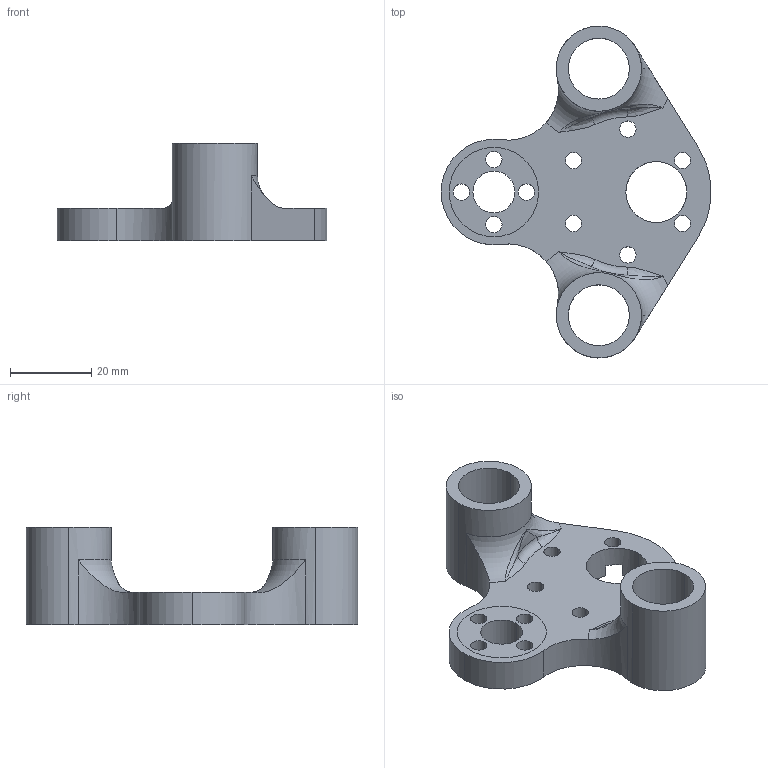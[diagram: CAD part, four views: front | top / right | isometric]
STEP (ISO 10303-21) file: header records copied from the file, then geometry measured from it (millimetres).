
FILE_DESCRIPTION (( 'STEP AP214' ), '1' );
FILE_NAME ('drill_slider.STEP', '2025-01-12T00:05:07', ( '' ), ( '' ), 'SwSTEP 2.0', 'SolidWorks 2024', '' );
FILE_SCHEMA (( 'AUTOMOTIVE_DESIGN' ));
Length unit declared in the file: millimetre
Products named in the file (1): drill_slider
Bounding box: 66.43 x 81.72 x 24 mm (x, y, z)
Volume: 23704.5 mm3; surface area: 12432.4 mm2
Topology: 1 solids, 1 shells, 84 faces, 223 edges, 146 vertices
Faces by surface type: cylinder 53, plane 19, torus 6, bspline 6
Entity records: 3452 total; most frequent: CARTESIAN_POINT 1220, DIRECTION 499, ORIENTED_EDGE 438, AXIS2_PLACEMENT_3D 219, EDGE_CURVE 219, VERTEX_POINT 146, CIRCLE 140, EDGE_LOOP 121
